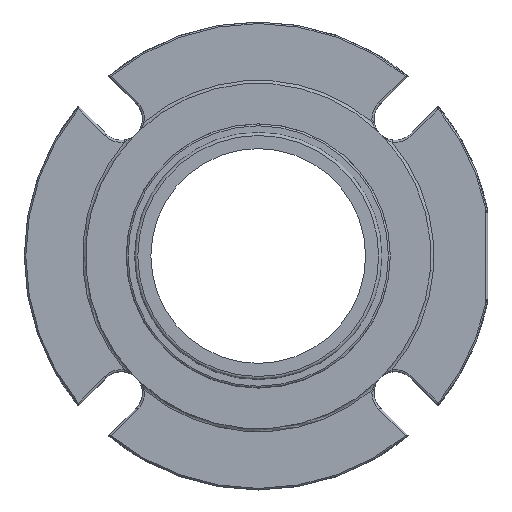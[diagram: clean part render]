
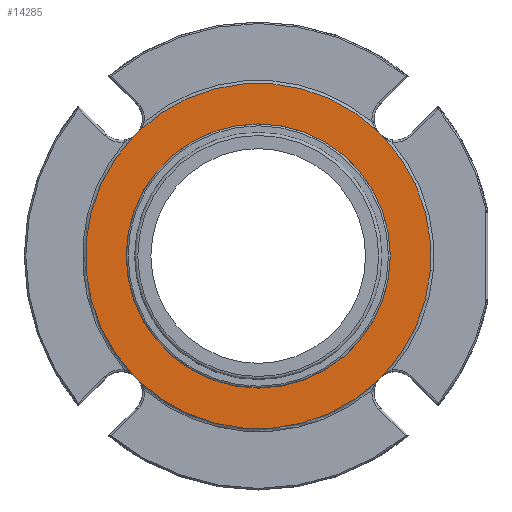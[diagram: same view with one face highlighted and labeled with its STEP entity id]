
A CAD part, left-side view. The second image highlights one B-rep face of the part: STEP entity #14285.
In plain terms, the highlighted planar face has unit normal (-1, 0, 0).
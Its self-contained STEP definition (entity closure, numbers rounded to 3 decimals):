
#1701=B_SPLINE_CURVE_WITH_KNOTS('',3,(#25075,#25076,#25077,#25078),
 .UNSPECIFIED.,.F.,.F.,(4,4),(0.,0.),.UNSPECIFIED.);
#1704=B_SPLINE_CURVE_WITH_KNOTS('',3,(#25126,#25127,#25128,#25129),
 .UNSPECIFIED.,.F.,.F.,(4,4),(0.,0.),.UNSPECIFIED.);
#1707=B_SPLINE_CURVE_WITH_KNOTS('',3,(#25170,#25171,#25172,#25173),
 .UNSPECIFIED.,.F.,.F.,(4,4),(0.,0.),.UNSPECIFIED.);
#1710=B_SPLINE_CURVE_WITH_KNOTS('',3,(#25221,#25222,#25223,#25224),
 .UNSPECIFIED.,.F.,.F.,(4,4),(0.,0.),.UNSPECIFIED.);
#1713=B_SPLINE_CURVE_WITH_KNOTS('',3,(#25265,#25266,#25267,#25268),
 .UNSPECIFIED.,.F.,.F.,(4,4),(0.,0.),.UNSPECIFIED.);
#1716=B_SPLINE_CURVE_WITH_KNOTS('',3,(#25316,#25317,#25318,#25319),
 .UNSPECIFIED.,.F.,.F.,(4,4),(0.,0.),
 .UNSPECIFIED.);
#1719=B_SPLINE_CURVE_WITH_KNOTS('',3,(#25360,#25361,#25362,#25363),
 .UNSPECIFIED.,.F.,.F.,(4,4),(0.,0.),
 .UNSPECIFIED.);
#1722=B_SPLINE_CURVE_WITH_KNOTS('',3,(#25411,#25412,#25413,#25414),
 .UNSPECIFIED.,.F.,.F.,(4,4),(0.,0.),
 .UNSPECIFIED.);
#1941=PLANE('',#15265);
#4611=ORIENTED_EDGE('',*,*,#6393,.F.);
#4612=ORIENTED_EDGE('',*,*,#6392,.T.);
#4613=ORIENTED_EDGE('',*,*,#6390,.F.);
#4614=ORIENTED_EDGE('',*,*,#6388,.T.);
#4615=ORIENTED_EDGE('',*,*,#6386,.F.);
#4616=ORIENTED_EDGE('',*,*,#6384,.T.);
#4617=ORIENTED_EDGE('',*,*,#6382,.F.);
#4618=ORIENTED_EDGE('',*,*,#6380,.T.);
#4619=ORIENTED_EDGE('',*,*,#6378,.F.);
#4620=ORIENTED_EDGE('',*,*,#6376,.T.);
#4621=ORIENTED_EDGE('',*,*,#6374,.F.);
#4622=ORIENTED_EDGE('',*,*,#6372,.T.);
#4623=ORIENTED_EDGE('',*,*,#6370,.F.);
#4624=ORIENTED_EDGE('',*,*,#6368,.T.);
#4625=ORIENTED_EDGE('',*,*,#6366,.F.);
#4626=ORIENTED_EDGE('',*,*,#6364,.T.);
#4627=ORIENTED_EDGE('',*,*,#6362,.F.);
#6362=EDGE_CURVE('',#7397,#7398,#1701,.T.);
#6364=EDGE_CURVE('',#7399,#7398,#7899,.F.);
#6366=EDGE_CURVE('',#7399,#7400,#1704,.T.);
#6368=EDGE_CURVE('',#7401,#7400,#7900,.F.);
#6370=EDGE_CURVE('',#7401,#7402,#1707,.T.);
#6372=EDGE_CURVE('',#7403,#7402,#7901,.F.);
#6374=EDGE_CURVE('',#7403,#7404,#1710,.T.);
#6376=EDGE_CURVE('',#7405,#7404,#7902,.F.);
#6378=EDGE_CURVE('',#7405,#7406,#1713,.T.);
#6380=EDGE_CURVE('',#7407,#7406,#7903,.F.);
#6382=EDGE_CURVE('',#7407,#7408,#1716,.T.);
#6384=EDGE_CURVE('',#7409,#7408,#7904,.F.);
#6386=EDGE_CURVE('',#7409,#7410,#1719,.T.);
#6388=EDGE_CURVE('',#7411,#7410,#7905,.F.);
#6390=EDGE_CURVE('',#7411,#7412,#1722,.T.);
#6392=EDGE_CURVE('',#7397,#7412,#7906,.F.);
#6393=EDGE_CURVE('',#7413,#7413,#7907,.T.);
#7397=VERTEX_POINT('',#25074);
#7398=VERTEX_POINT('',#25079);
#7399=VERTEX_POINT('',#25090);
#7400=VERTEX_POINT('',#25130);
#7401=VERTEX_POINT('',#25139);
#7402=VERTEX_POINT('',#25174);
#7403=VERTEX_POINT('',#25185);
#7404=VERTEX_POINT('',#25225);
#7405=VERTEX_POINT('',#25234);
#7406=VERTEX_POINT('',#25269);
#7407=VERTEX_POINT('',#25280);
#7408=VERTEX_POINT('',#25320);
#7409=VERTEX_POINT('',#25329);
#7410=VERTEX_POINT('',#25364);
#7411=VERTEX_POINT('',#25375);
#7412=VERTEX_POINT('',#25415);
#7413=VERTEX_POINT('',#25426);
#7899=CIRCLE('',#15250,10.35);
#7900=CIRCLE('',#15252,84.282);
#7901=CIRCLE('',#15254,10.35);
#7902=CIRCLE('',#15256,84.282);
#7903=CIRCLE('',#15258,10.35);
#7904=CIRCLE('',#15260,84.282);
#7905=CIRCLE('',#15262,10.35);
#7906=CIRCLE('',#15264,84.282);
#7907=CIRCLE('',#15266,64.453);
#8562=EDGE_LOOP('',(#4611));
#8563=EDGE_LOOP('',(#4612,#4613,#4614,#4615,#4616,#4617,#4618,#4619,#4620,
#4621,#4622,#4623,#4624,#4625,#4626,#4627));
#9266=FACE_BOUND('',#8562,.T.);
#9267=FACE_BOUND('',#8563,.T.);
#14285=ADVANCED_FACE('',(#9266,#9267),#1941,.T.);
#15250=AXIS2_PLACEMENT_3D('',#25089,#17641,#17642);
#15252=AXIS2_PLACEMENT_3D('',#25138,#17645,#17646);
#15254=AXIS2_PLACEMENT_3D('',#25184,#17649,#17650);
#15256=AXIS2_PLACEMENT_3D('',#25233,#17653,#17654);
#15258=AXIS2_PLACEMENT_3D('',#25279,#17657,#17658);
#15260=AXIS2_PLACEMENT_3D('',#25328,#17661,#17662);
#15262=AXIS2_PLACEMENT_3D('',#25374,#17665,#17666);
#15264=AXIS2_PLACEMENT_3D('',#25423,#17669,#17670);
#15265=AXIS2_PLACEMENT_3D('',#25424,#17671,#17672);
#15266=AXIS2_PLACEMENT_3D('',#25425,#17673,#17674);
#17641=DIRECTION('',(-1.,0.,0.));
#17642=DIRECTION('',(0.,0.,-1.));
#17645=DIRECTION('',(1.,0.,0.));
#17646=DIRECTION('',(0.,0.,1.));
#17649=DIRECTION('',(-1.,0.,0.));
#17650=DIRECTION('',(0.,0.,-1.));
#17653=DIRECTION('',(1.,0.,0.));
#17654=DIRECTION('',(0.,0.,1.));
#17657=DIRECTION('',(-1.,0.,0.));
#17658=DIRECTION('',(0.,0.,-1.));
#17661=DIRECTION('',(1.,0.,0.));
#17662=DIRECTION('',(0.,0.,1.));
#17665=DIRECTION('',(-1.,0.,0.));
#17666=DIRECTION('',(0.,0.,-1.));
#17669=DIRECTION('',(1.,0.,0.));
#17670=DIRECTION('',(0.,0.,1.));
#17671=DIRECTION('',(-1.,0.,0.));
#17672=DIRECTION('',(0.,0.,-1.));
#17673=DIRECTION('',(-1.,0.,0.));
#17674=DIRECTION('',(0.,-1.,0.));
#25074=CARTESIAN_POINT('',(0.,-58.336,60.83));
#25075=CARTESIAN_POINT('',(0.,-58.336,60.83));
#25076=CARTESIAN_POINT('',(0.,-58.424,60.746));
#25077=CARTESIAN_POINT('',(0.,-58.506,60.658));
#25078=CARTESIAN_POINT('',(0.,-58.579,60.562));
#25079=CARTESIAN_POINT('',(0.,-58.579,60.562));
#25089=CARTESIAN_POINT('',(0.,-66.822,66.822));
#25090=CARTESIAN_POINT('',(0.,-60.562,58.579));
#25126=CARTESIAN_POINT('',(0.,-60.562,58.579));
#25127=CARTESIAN_POINT('',(0.,-60.658,58.506));
#25128=CARTESIAN_POINT('',(0.,-60.746,58.424));
#25129=CARTESIAN_POINT('',(0.,-60.83,58.336));
#25130=CARTESIAN_POINT('',(0.,-60.83,58.336));
#25138=CARTESIAN_POINT('',(0.,0.,0.));
#25139=CARTESIAN_POINT('',(0.,-60.83,-58.336));
#25170=CARTESIAN_POINT('',(0.,-60.83,-58.336));
#25171=CARTESIAN_POINT('',(0.,-60.746,-58.424));
#25172=CARTESIAN_POINT('',(0.,-60.658,-58.506));
#25173=CARTESIAN_POINT('',(0.,-60.562,-58.579));
#25174=CARTESIAN_POINT('',(0.,-60.562,-58.579));
#25184=CARTESIAN_POINT('',(0.,-66.822,-66.822));
#25185=CARTESIAN_POINT('',(0.,-58.579,-60.562));
#25221=CARTESIAN_POINT('',(0.,-58.579,-60.562));
#25222=CARTESIAN_POINT('',(0.,-58.506,-60.658));
#25223=CARTESIAN_POINT('',(0.,-58.424,-60.746));
#25224=CARTESIAN_POINT('',(0.,-58.336,-60.83));
#25225=CARTESIAN_POINT('',(0.,-58.336,-60.83));
#25233=CARTESIAN_POINT('',(0.,0.,0.));
#25234=CARTESIAN_POINT('',(0.,58.336,-60.83));
#25265=CARTESIAN_POINT('',(0.,58.336,-60.83));
#25266=CARTESIAN_POINT('',(0.,58.424,-60.746));
#25267=CARTESIAN_POINT('',(0.,58.506,-60.658));
#25268=CARTESIAN_POINT('',(0.,58.579,-60.562));
#25269=CARTESIAN_POINT('',(0.,58.579,-60.562));
#25279=CARTESIAN_POINT('',(0.,66.822,-66.822));
#25280=CARTESIAN_POINT('',(0.,60.562,-58.579));
#25316=CARTESIAN_POINT('',(0.,60.562,-58.579));
#25317=CARTESIAN_POINT('',(0.,60.658,-58.506));
#25318=CARTESIAN_POINT('',(0.,60.746,-58.424));
#25319=CARTESIAN_POINT('',(0.,60.83,-58.336));
#25320=CARTESIAN_POINT('',(0.,60.83,-58.336));
#25328=CARTESIAN_POINT('',(0.,0.,0.));
#25329=CARTESIAN_POINT('',(0.,60.83,58.336));
#25360=CARTESIAN_POINT('',(0.,60.83,58.336));
#25361=CARTESIAN_POINT('',(0.,60.746,58.424));
#25362=CARTESIAN_POINT('',(0.,60.658,58.506));
#25363=CARTESIAN_POINT('',(0.,60.562,58.579));
#25364=CARTESIAN_POINT('',(0.,60.562,58.579));
#25374=CARTESIAN_POINT('',(0.,66.822,66.822));
#25375=CARTESIAN_POINT('',(0.,58.579,60.562));
#25411=CARTESIAN_POINT('',(0.,58.579,60.562));
#25412=CARTESIAN_POINT('',(0.,58.506,60.658));
#25413=CARTESIAN_POINT('',(0.,58.424,60.746));
#25414=CARTESIAN_POINT('',(0.,58.336,60.83));
#25415=CARTESIAN_POINT('',(0.,58.336,60.83));
#25423=CARTESIAN_POINT('',(0.,0.,0.));
#25424=CARTESIAN_POINT('',(0.,0.,42.431));
#25425=CARTESIAN_POINT('',(0.,0.,0.));
#25426=CARTESIAN_POINT('',(0.,-64.453,0.));
